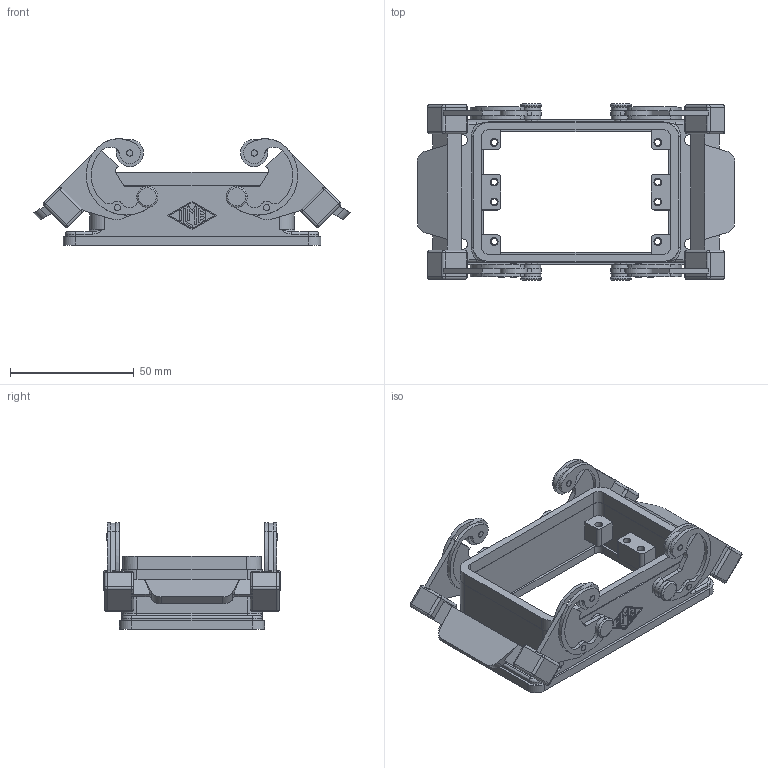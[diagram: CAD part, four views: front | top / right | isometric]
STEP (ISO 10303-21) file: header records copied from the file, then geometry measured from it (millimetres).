
FILE_DESCRIPTION(('Creo Elements/Direct Modeling STEP Export'),'2;1');
FILE_NAME('0ln7uvk49anidd14132','2017-02-21T15:09:43',(''),(''),'PTC Creo Elements/Direct Modeling STEP processor for AP214 (Solid Model)','PTC Creo Elements/Direct Modeling 19.0E 27-Jun-2016 (C) Parametric Technology GmbH','');
FILE_SCHEMA(('AUTOMOTIVE_DESIGN { 1 0 10303 214 1 1 1 1 }'));
Length unit declared in the file: millimetre
Products named in the file (1): CHIE_50
Bounding box: 127.92 x 71 x 42.94 mm (x, y, z)
Volume: 55120 mm3; surface area: 38005.2 mm2
Topology: 1 solids, 1 shells, 636 faces, 1646 edges, 1015 vertices
Faces by surface type: cylinder 310, plane 266, sphere 32, torus 24, bspline 4
Entity records: 24067 total; most frequent: CARTESIAN_POINT 3473, DIRECTION 3366, ORIENTED_EDGE 3220, EDGE_CURVE 1610, AXIS2_PLACEMENT_3D 1268, VERTEX_POINT 1015, VECTOR 830, LINE 830
